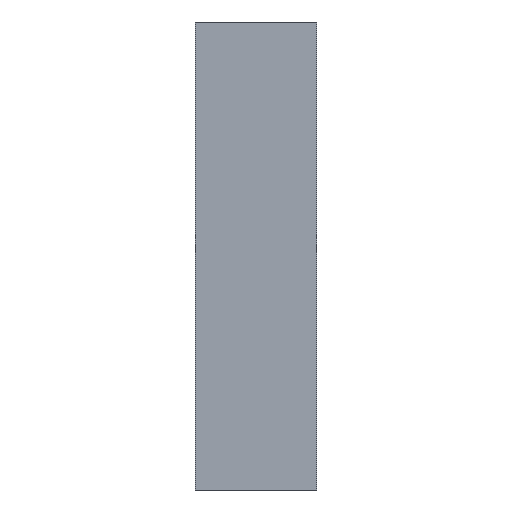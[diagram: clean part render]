
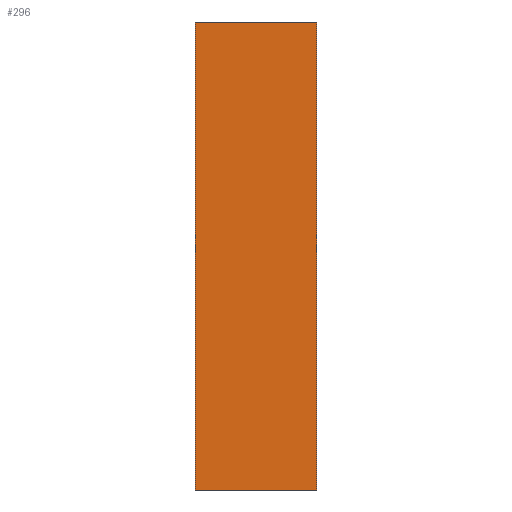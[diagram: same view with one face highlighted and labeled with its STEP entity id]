
A CAD part, left-side view. The second image highlights one B-rep face of the part: STEP entity #296.
In plain terms, the highlighted planar face has unit normal (-1, 0, 0).
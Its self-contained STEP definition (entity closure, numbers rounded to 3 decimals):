
#6 = VECTOR ( 'NONE', #354, 1000. ) ;
#14 = ORIENTED_EDGE ( 'NONE', *, *, #696, .T. ) ;
#74 = CARTESIAN_POINT ( 'NONE',  ( -12.084, -20.087, 0. ) ) ;
#97 = LINE ( 'NONE', #373, #437 ) ;
#121 = ORIENTED_EDGE ( 'NONE', *, *, #848, .F. ) ;
#146 = CARTESIAN_POINT ( 'NONE',  ( -12.084, 34.913, 212. ) ) ;
#147 = AXIS2_PLACEMENT_3D ( 'NONE', #283, #753, #552 ) ;
#162 = VECTOR ( 'NONE', #571, 1000. ) ;
#207 = VERTEX_POINT ( 'NONE', #223 ) ;
#223 = CARTESIAN_POINT ( 'NONE',  ( -12.084, 34.913, 0. ) ) ;
#224 = VERTEX_POINT ( 'NONE', #146 ) ;
#255 = EDGE_CURVE ( 'NONE', #224, #278, #540, .T. ) ;
#278 = VERTEX_POINT ( 'NONE', #756 ) ;
#283 = CARTESIAN_POINT ( 'NONE',  ( -12.084, 34.913, 212. ) ) ;
#296 = ADVANCED_FACE ( 'NONE', ( #691 ), #346, .F. ) ;
#312 = VERTEX_POINT ( 'NONE', #74 ) ;
#331 = EDGE_LOOP ( 'NONE', ( #14, #121, #666, #602 ) ) ;
#346 = PLANE ( 'NONE',  #147 ) ;
#354 = DIRECTION ( 'NONE',  ( 0., -1., 0. ) ) ;
#373 = CARTESIAN_POINT ( 'NONE',  ( -12.084, 34.913, 212. ) ) ;
#422 = DIRECTION ( 'NONE',  ( 0., 0., -1. ) ) ;
#437 = VECTOR ( 'NONE', #422, 1000. ) ;
#444 = EDGE_CURVE ( 'NONE', #224, #207, #97, .T. ) ;
#468 = CARTESIAN_POINT ( 'NONE',  ( -12.084, 34.913, 0. ) ) ;
#540 = LINE ( 'NONE', #556, #6 ) ;
#552 = DIRECTION ( 'NONE',  ( 0., 0., -1. ) ) ;
#556 = CARTESIAN_POINT ( 'NONE',  ( -12.084, 34.913, 212. ) ) ;
#571 = DIRECTION ( 'NONE',  ( 0., 0., -1. ) ) ;
#602 = ORIENTED_EDGE ( 'NONE', *, *, #444, .T. ) ;
#613 = DIRECTION ( 'NONE',  ( 0., -1., 0. ) ) ;
#627 = LINE ( 'NONE', #772, #162 ) ;
#666 = ORIENTED_EDGE ( 'NONE', *, *, #255, .F. ) ;
#691 = FACE_OUTER_BOUND ( 'NONE', #331, .T. ) ;
#696 = EDGE_CURVE ( 'NONE', #207, #312, #739, .T. ) ;
#739 = LINE ( 'NONE', #468, #763 ) ;
#753 = DIRECTION ( 'NONE',  ( 1., 0., 0. ) ) ;
#756 = CARTESIAN_POINT ( 'NONE',  ( -12.084, -20.087, 212. ) ) ;
#763 = VECTOR ( 'NONE', #613, 1000. ) ;
#772 = CARTESIAN_POINT ( 'NONE',  ( -12.084, -20.087, 212. ) ) ;
#848 = EDGE_CURVE ( 'NONE', #278, #312, #627, .T. ) ;
